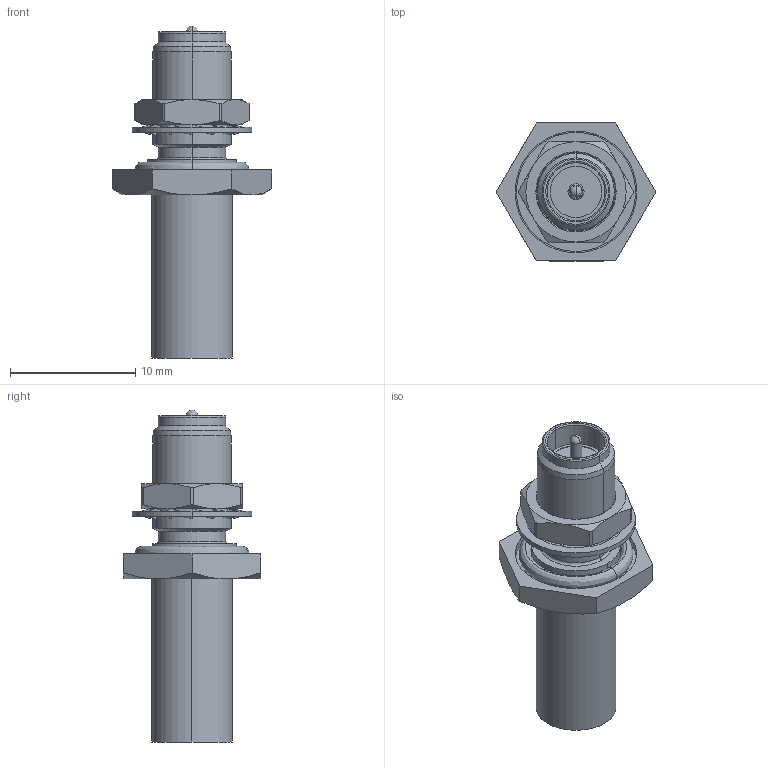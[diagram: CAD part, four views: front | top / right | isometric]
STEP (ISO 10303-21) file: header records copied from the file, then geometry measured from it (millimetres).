
FILE_DESCRIPTION (( 'STEP AP214' ), '1' );
FILE_NAME ('J01151R0001.STEP', '2015-12-03T08:26:50', ( '' ), ( '' ), 'SwSTEP 2.0', 'SolidWorks 2015', '' );
FILE_SCHEMA (( 'AUTOMOTIVE_DESIGN' ));
Length unit declared in the file: millimetre
Products named in the file (1): J01151R0001
Bounding box: 12.7 x 11 x 26.47 mm (x, y, z)
Volume: 815.8 mm3; surface area: 1326.8 mm2
Topology: 3 solids, 3 shells, 173 faces, 410 edges, 253 vertices
Faces by surface type: plane 55, bspline 40, cylinder 36, cone 34, torus 6, sphere 2
Entity records: 7469 total; most frequent: CARTESIAN_POINT 1755, ORIENTED_EDGE 816, DIRECTION 714, EDGE_CURVE 408, AXIS2_PLACEMENT_3D 260, VERTEX_POINT 253, LINE 194, VECTOR 194
